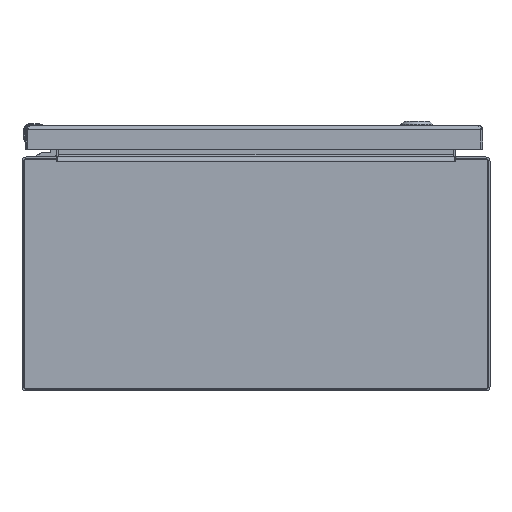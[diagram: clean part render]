
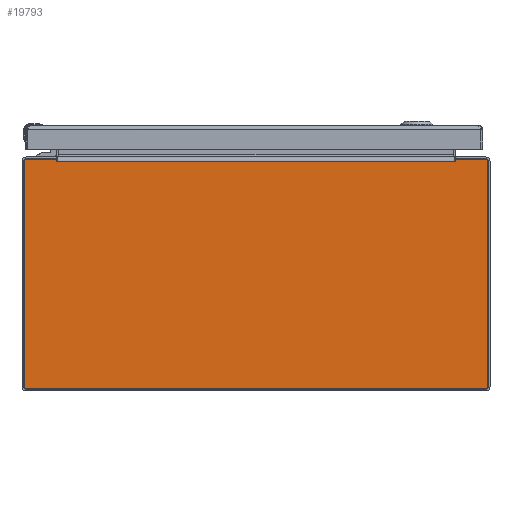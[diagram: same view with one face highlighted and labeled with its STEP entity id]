
A CAD part, front view. The second image highlights one B-rep face of the part: STEP entity #19793.
In plain terms, the highlighted planar face has unit normal (0, -1, 0).
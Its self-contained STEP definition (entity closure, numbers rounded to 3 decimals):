
#1098 = CARTESIAN_POINT ( 'NONE',  ( -7.857, -12., 3.857 ) ) ;
#1223 = FACE_OUTER_BOUND ( 'NONE', #62868, .T. ) ;
#1933 = EDGE_CURVE ( 'NONE', #39812, #26963, #67793, .T. ) ;
#3190 = CARTESIAN_POINT ( 'NONE',  ( -7.857, -12., 3.937 ) ) ;
#4898 = DIRECTION ( 'NONE',  ( -1., 0., 0. ) ) ;
#5008 = ORIENTED_EDGE ( 'NONE', *, *, #33657, .T. ) ;
#6170 = ORIENTED_EDGE ( 'NONE', *, *, #21600, .T. ) ;
#6830 = EDGE_CURVE ( 'NONE', #115518, #19174, #103720, .T. ) ;
#7999 = DIRECTION ( 'NONE',  ( -1., 0., 0. ) ) ;
#10140 = DIRECTION ( 'NONE',  ( 0., 0., -1. ) ) ;
#10811 = CARTESIAN_POINT ( 'NONE',  ( 6.828, -12., 3.937 ) ) ;
#11262 = LINE ( 'NONE', #97064, #80866 ) ;
#11980 = VERTEX_POINT ( 'NONE', #71158 ) ;
#12513 = VECTOR ( 'NONE', #19947, 39.37 ) ;
#12935 = LINE ( 'NONE', #50342, #53496 ) ;
#14591 = ORIENTED_EDGE ( 'NONE', *, *, #109072, .T. ) ;
#18818 = CIRCLE ( 'NONE', #87372, 0.08 ) ;
#19174 = VERTEX_POINT ( 'NONE', #75852 ) ;
#19793 = ADVANCED_FACE ( 'NONE', ( #1223 ), #86406, .T. ) ;
#19947 = DIRECTION ( 'NONE',  ( -1., 0., 0. ) ) ;
#20982 = VERTEX_POINT ( 'NONE', #115929 ) ;
#21600 = EDGE_CURVE ( 'NONE', #51496, #39678, #12935, .T. ) ;
#22314 = VERTEX_POINT ( 'NONE', #60270 ) ;
#22893 = CARTESIAN_POINT ( 'NONE',  ( 7.857, -12., 3.937 ) ) ;
#25041 = VERTEX_POINT ( 'NONE', #117932 ) ;
#25610 = LINE ( 'NONE', #90607, #31743 ) ;
#26416 = DIRECTION ( 'NONE',  ( 0., -1., 0. ) ) ;
#26716 = VECTOR ( 'NONE', #46749, 39.37 ) ;
#26963 = VERTEX_POINT ( 'NONE', #106194 ) ;
#27378 = VERTEX_POINT ( 'NONE', #51975 ) ;
#27464 = LINE ( 'NONE', #46469, #34575 ) ;
#28830 = LINE ( 'NONE', #57011, #44538 ) ;
#30196 = CIRCLE ( 'NONE', #67404, 0.08 ) ;
#31600 = LINE ( 'NONE', #10811, #86264 ) ;
#31743 = VECTOR ( 'NONE', #107779, 39.37 ) ;
#33097 = CARTESIAN_POINT ( 'NONE',  ( 0., -12., 3.937 ) ) ;
#33319 = CARTESIAN_POINT ( 'NONE',  ( -7.857, -12., -3.937 ) ) ;
#33657 = EDGE_CURVE ( 'NONE', #63631, #20982, #11262, .T. ) ;
#33687 = LINE ( 'NONE', #33097, #84740 ) ;
#34575 = VECTOR ( 'NONE', #64858, 39.37 ) ;
#35312 = EDGE_CURVE ( 'NONE', #26963, #25041, #25610, .T. ) ;
#36545 = CARTESIAN_POINT ( 'NONE',  ( -7.857, -12., -3.857 ) ) ;
#37131 = DIRECTION ( 'NONE',  ( 0., -1., 0. ) ) ;
#38340 = EDGE_CURVE ( 'NONE', #22314, #11980, #54515, .T. ) ;
#39678 = VERTEX_POINT ( 'NONE', #42594 ) ;
#39812 = VERTEX_POINT ( 'NONE', #79397 ) ;
#40943 = DIRECTION ( 'NONE',  ( 0., 0., 1. ) ) ;
#42492 = EDGE_CURVE ( 'NONE', #27378, #60891, #27464, .T. ) ;
#42594 = CARTESIAN_POINT ( 'NONE',  ( 7.857, -12., -3.937 ) ) ;
#42971 = EDGE_CURVE ( 'NONE', #20982, #51496, #96429, .T. ) ;
#43456 = ORIENTED_EDGE ( 'NONE', *, *, #85964, .T. ) ;
#43566 = AXIS2_PLACEMENT_3D ( 'NONE', #36545, #37131, #111880 ) ;
#44538 = VECTOR ( 'NONE', #7999, 39.37 ) ;
#46469 = CARTESIAN_POINT ( 'NONE',  ( -6.814, -12., 3.855 ) ) ;
#46749 = DIRECTION ( 'NONE',  ( -1., 0., 0. ) ) ;
#47774 = ORIENTED_EDGE ( 'NONE', *, *, #1933, .T. ) ;
#48085 = CARTESIAN_POINT ( 'NONE',  ( -6.828, -12., 3.937 ) ) ;
#48984 = EDGE_CURVE ( 'NONE', #60891, #97295, #33687, .T. ) ;
#49692 = AXIS2_PLACEMENT_3D ( 'NONE', #80398, #26416, #54635 ) ;
#50342 = CARTESIAN_POINT ( 'NONE',  ( 0., -12., -3.937 ) ) ;
#51496 = VERTEX_POINT ( 'NONE', #33319 ) ;
#51975 = CARTESIAN_POINT ( 'NONE',  ( -6.814, -12., 3.855 ) ) ;
#53496 = VECTOR ( 'NONE', #87736, 39.37 ) ;
#53506 = EDGE_CURVE ( 'NONE', #11980, #115518, #30196, .T. ) ;
#54255 = ORIENTED_EDGE ( 'NONE', *, *, #53506, .T. ) ;
#54515 = LINE ( 'NONE', #91909, #83061 ) ;
#54635 = DIRECTION ( 'NONE',  ( 0., 0., -1. ) ) ;
#54943 = DIRECTION ( 'NONE',  ( 0., -1., 0. ) ) ;
#55961 = CARTESIAN_POINT ( 'NONE',  ( 0., -12., 3.937 ) ) ;
#56987 = ORIENTED_EDGE ( 'NONE', *, *, #38340, .T. ) ;
#57011 = CARTESIAN_POINT ( 'NONE',  ( 0., -12., 3.855 ) ) ;
#57370 = CARTESIAN_POINT ( 'NONE',  ( 6.806, -12., 3.855 ) ) ;
#58596 = CARTESIAN_POINT ( 'NONE',  ( -7.937, -12., 3.857 ) ) ;
#60270 = CARTESIAN_POINT ( 'NONE',  ( 7.937, -12., -3.857 ) ) ;
#60891 = VERTEX_POINT ( 'NONE', #48085 ) ;
#62868 = EDGE_LOOP ( 'NONE', ( #66058, #96845, #5008, #104740, #6170, #14591, #56987, #54255, #94666, #109271, #47774, #106512, #43456, #76252 ) ) ;
#63631 = VERTEX_POINT ( 'NONE', #58596 ) ;
#64858 = DIRECTION ( 'NONE',  ( -0.174, 0., 0.985 ) ) ;
#66058 = ORIENTED_EDGE ( 'NONE', *, *, #48984, .T. ) ;
#67404 = AXIS2_PLACEMENT_3D ( 'NONE', #110721, #54943, #10140 ) ;
#67793 = LINE ( 'NONE', #57370, #12513 ) ;
#71158 = CARTESIAN_POINT ( 'NONE',  ( 7.937, -12., 3.857 ) ) ;
#71192 = AXIS2_PLACEMENT_3D ( 'NONE', #77210, #87016, #104787 ) ;
#72351 = EDGE_CURVE ( 'NONE', #97295, #63631, #18818, .T. ) ;
#75852 = CARTESIAN_POINT ( 'NONE',  ( 6.828, -12., 3.937 ) ) ;
#75898 = DIRECTION ( 'NONE',  ( 0., -1., 0. ) ) ;
#76252 = ORIENTED_EDGE ( 'NONE', *, *, #42492, .T. ) ;
#77210 = CARTESIAN_POINT ( 'NONE',  ( 0., -12., 0. ) ) ;
#77637 = DIRECTION ( 'NONE',  ( -0.174, 0., -0.985 ) ) ;
#79397 = CARTESIAN_POINT ( 'NONE',  ( 6.814, -12., 3.855 ) ) ;
#80398 = CARTESIAN_POINT ( 'NONE',  ( 7.857, -12., -3.857 ) ) ;
#80866 = VECTOR ( 'NONE', #96441, 39.37 ) ;
#83061 = VECTOR ( 'NONE', #40943, 39.37 ) ;
#84740 = VECTOR ( 'NONE', #4898, 39.37 ) ;
#85964 = EDGE_CURVE ( 'NONE', #25041, #27378, #28830, .T. ) ;
#86264 = VECTOR ( 'NONE', #77637, 39.37 ) ;
#86406 = PLANE ( 'NONE',  #71192 ) ;
#87016 = DIRECTION ( 'NONE',  ( 0., -1., 0. ) ) ;
#87372 = AXIS2_PLACEMENT_3D ( 'NONE', #1098, #75898, #120640 ) ;
#87736 = DIRECTION ( 'NONE',  ( 1., 0., 0. ) ) ;
#90607 = CARTESIAN_POINT ( 'NONE',  ( 0., -12., 3.855 ) ) ;
#91909 = CARTESIAN_POINT ( 'NONE',  ( 7.937, -12., 0. ) ) ;
#94322 = EDGE_CURVE ( 'NONE', #19174, #39812, #31600, .T. ) ;
#94666 = ORIENTED_EDGE ( 'NONE', *, *, #6830, .T. ) ;
#96429 = CIRCLE ( 'NONE', #43566, 0.08 ) ;
#96441 = DIRECTION ( 'NONE',  ( 0., 0., -1. ) ) ;
#96845 = ORIENTED_EDGE ( 'NONE', *, *, #72351, .T. ) ;
#97064 = CARTESIAN_POINT ( 'NONE',  ( -7.937, -12., 0. ) ) ;
#97295 = VERTEX_POINT ( 'NONE', #3190 ) ;
#103720 = LINE ( 'NONE', #55961, #26716 ) ;
#104740 = ORIENTED_EDGE ( 'NONE', *, *, #42971, .T. ) ;
#104787 = DIRECTION ( 'NONE',  ( 0., 0., -1. ) ) ;
#106194 = CARTESIAN_POINT ( 'NONE',  ( 6.798, -12., 3.855 ) ) ;
#106512 = ORIENTED_EDGE ( 'NONE', *, *, #35312, .T. ) ;
#107779 = DIRECTION ( 'NONE',  ( -1., 0., 0. ) ) ;
#109072 = EDGE_CURVE ( 'NONE', #39678, #22314, #110409, .T. ) ;
#109271 = ORIENTED_EDGE ( 'NONE', *, *, #94322, .T. ) ;
#110409 = CIRCLE ( 'NONE', #49692, 0.08 ) ;
#110721 = CARTESIAN_POINT ( 'NONE',  ( 7.857, -12., 3.857 ) ) ;
#111880 = DIRECTION ( 'NONE',  ( 0., 0., -1. ) ) ;
#115518 = VERTEX_POINT ( 'NONE', #22893 ) ;
#115929 = CARTESIAN_POINT ( 'NONE',  ( -7.937, -12., -3.857 ) ) ;
#117932 = CARTESIAN_POINT ( 'NONE',  ( -6.798, -12., 3.855 ) ) ;
#120640 = DIRECTION ( 'NONE',  ( 0., 0., -1. ) ) ;
